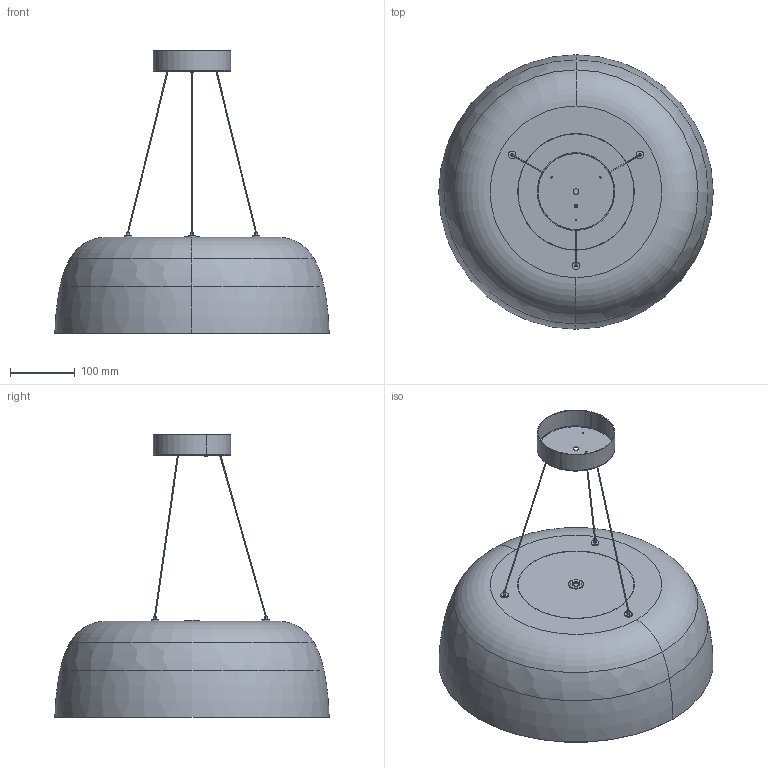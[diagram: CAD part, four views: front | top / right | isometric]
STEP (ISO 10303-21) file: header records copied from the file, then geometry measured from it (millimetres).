
FILE_DESCRIPTION(('Creo Elements/Direct Modeling STEP Export'),'2;1');
FILE_NAME('ALDO_LED_Pendel.stp','2020-03-30T10:24:00',(''),(''),'Creo Elements/Direct Modeling STEP processor for AP214 (Solid Model)','Creo Elements/Direct Modeling 20.0B 07-Aug-2017 (C) Parametric Technology GmbH','');
FILE_SCHEMA(('AUTOMOTIVE_DESIGN { 1 0 10303 214 1 1 1 1 }'));
Length unit declared in the file: millimetre
Products named in the file (13): Flachkopfschraube_M6x16_Aluminium; Blende_Aldo_D417_3_design_2000; Drahtseilhalter_Typ_15_M10x6_A; Reflektor_Aldo_D420mm; Blende_D250_4_design_2000; Durchfuehrungstuelle_weiss_DKF-PVC_12_18_22-3; ALDO_Kübel_Pendel.1; Alu-Deckenrosettenoberteil_D120x32_d9; Schraube_M_3x6_ISO_7380_A2; Deckenrosette_AP_rund_3_Pendelseile_D120.2.1; Deckenrosette_ALDO_Pendel.1; T1; ALDO_LED_PENDEL
Assembly tree (16 placements, depth 4):
  ALDO_LED_PENDEL
    T1  x3
    Deckenrosette_ALDO_Pendel.1
      Deckenrosette_AP_rund_3_Pendelseile_D120.2.1
        Schraube_M_3x6_ISO_7380_A2
        Alu-Deckenrosettenoberteil_D120x32_d9
    ALDO_Kübel_Pendel.1
      Durchfuehrungstuelle_weiss_DKF-PVC_12_18_22-3
      Blende_D250_4_design_2000
      Drahtseilhalter_Typ_15_M10x6_A  x3
      Reflektor_Aldo_D420mm
    Blende_Aldo_D417_3_design_2000
    Flachkopfschraube_M6x16_Aluminium
Bounding box: 423.73 x 423.73 x 436.23 mm (x, y, z)
Volume: 1146773.3 mm3; surface area: 935921.2 mm2
Topology: 13 solids, 13 shells, 209 faces, 440 edges, 276 vertices
Faces by surface type: cylinder 104, plane 51, torus 36, cone 16, sphere 2
Entity records: 4772 total; most frequent: DIRECTION 790, ORIENTED_EDGE 744, CARTESIAN_POINT 687, EDGE_CURVE 372, AXIS2_PLACEMENT_3D 338, VERTEX_POINT 232, EDGE_LOOP 226, FACE_OUTER_BOUND 173
